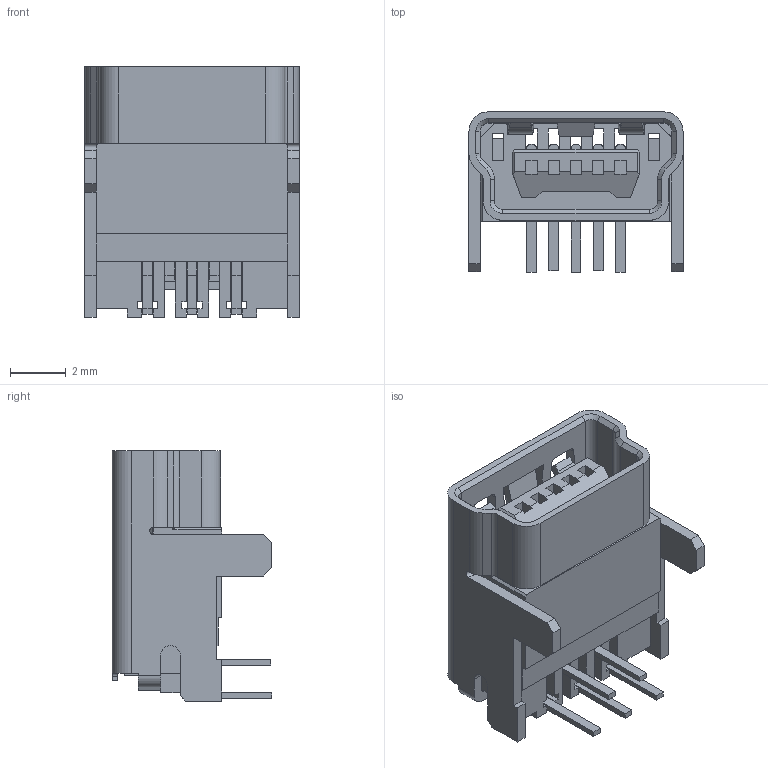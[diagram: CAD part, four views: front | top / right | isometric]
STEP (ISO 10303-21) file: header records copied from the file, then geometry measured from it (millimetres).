
FILE_DESCRIPTION(('STEP AP242'),'1');
FILE_NAME('54819-0519.stp','2020-09-23T16:24:24',('TraceParts'),('TraceParts S.A.'),'Spatial InterOp 3D',' ',' ');
FILE_SCHEMA(('AP242_MANAGED_MODEL_BASED_3D_ENGINEERING_MIM_LF {1 0 10303 442 1 1 4}'));
Length unit declared in the file: millimetre
Products named in the file (1): 54819-0519_1
Bounding box: 7.7 x 5.75 x 9 mm (x, y, z)
Volume: 131.9 mm3; surface area: 617 mm2
Topology: 1 solids, 1 shells, 419 faces, 1226 edges, 812 vertices
Faces by surface type: plane 331, cylinder 62, bspline 18, cone 8
Entity records: 14250 total; most frequent: CARTESIAN_POINT 3131, ORIENTED_EDGE 2416, DIRECTION 2126, EDGE_CURVE 1208, LINE 1052, VECTOR 1052, VERTEX_POINT 776, AXIS2_PLACEMENT_3D 537
